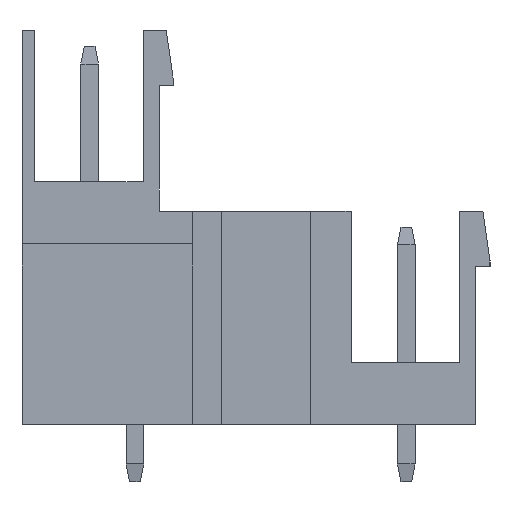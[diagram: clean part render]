
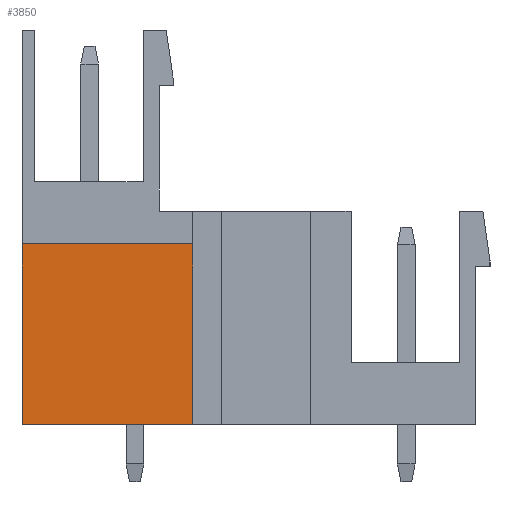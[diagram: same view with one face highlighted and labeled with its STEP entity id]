
A CAD part, left-side view. The second image highlights one B-rep face of the part: STEP entity #3850.
In plain terms, the highlighted planar face has unit normal (-1, 0, 0).
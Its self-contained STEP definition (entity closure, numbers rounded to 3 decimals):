
#3837=AXIS2_PLACEMENT_3D('Plane Axis2P3D',#3834,#3835,#3836) ;
#2469=CARTESIAN_POINT('Vertex',(1.,26.28,3.2)) ;
#2472=CARTESIAN_POINT('Line Origine',(1.,26.28,8.28)) ;
#2476=CARTESIAN_POINT('Vertex',(1.,26.28,13.36)) ;
#2554=CARTESIAN_POINT('Vertex',(1.,16.7,3.2)) ;
#2557=CARTESIAN_POINT('Line Origine',(1.,21.49,3.2)) ;
#3817=CARTESIAN_POINT('Vertex',(1.,16.7,13.36)) ;
#3820=CARTESIAN_POINT('Line Origine',(1.,16.7,8.28)) ;
#3834=CARTESIAN_POINT('Axis2P3D Location',(1.,0.,13.36)) ;
#3839=CARTESIAN_POINT('Line Origine',(1.,21.49,13.36)) ;
#2473=DIRECTION('Vector Direction',(0.,0.,-1.)) ;
#2558=DIRECTION('Vector Direction',(0.,1.,0.)) ;
#3821=DIRECTION('Vector Direction',(0.,0.,1.)) ;
#3835=DIRECTION('Axis2P3D Direction',(1.,-0.,0.)) ;
#3836=DIRECTION('Axis2P3D XDirection',(0.,0.,-1.)) ;
#3840=DIRECTION('Vector Direction',(0.,1.,0.)) ;
#2474=VECTOR('Line Direction',#2473,1.) ;
#2559=VECTOR('Line Direction',#2558,1.) ;
#3822=VECTOR('Line Direction',#3821,1.) ;
#3841=VECTOR('Line Direction',#3840,1.) ;
#3845=ORIENTED_EDGE('',*,*,#3824,.T.) ;
#3846=ORIENTED_EDGE('',*,*,#3843,.T.) ;
#3847=ORIENTED_EDGE('',*,*,#2478,.T.) ;
#3848=ORIENTED_EDGE('',*,*,#2561,.F.) ;
#3850=ADVANCED_FACE('Housing',(#3849),#3838,.F.) ;
#2478=EDGE_CURVE('',#2477,#2470,#2475,.T.) ;
#2561=EDGE_CURVE('',#2555,#2470,#2560,.T.) ;
#3824=EDGE_CURVE('',#2555,#3818,#3823,.T.) ;
#3843=EDGE_CURVE('',#3818,#2477,#3842,.T.) ;
#3844=EDGE_LOOP('',(#3845,#3846,#3847,#3848)) ;
#3849=FACE_OUTER_BOUND('',#3844,.T.) ;
#2475=LINE('Line',#2472,#2474) ;
#2560=LINE('Line',#2557,#2559) ;
#3823=LINE('Line',#3820,#3822) ;
#3842=LINE('Line',#3839,#3841) ;
#3838=PLANE('',#3837) ;
#2470=VERTEX_POINT('',#2469) ;
#2477=VERTEX_POINT('',#2476) ;
#2555=VERTEX_POINT('',#2554) ;
#3818=VERTEX_POINT('',#3817) ;
